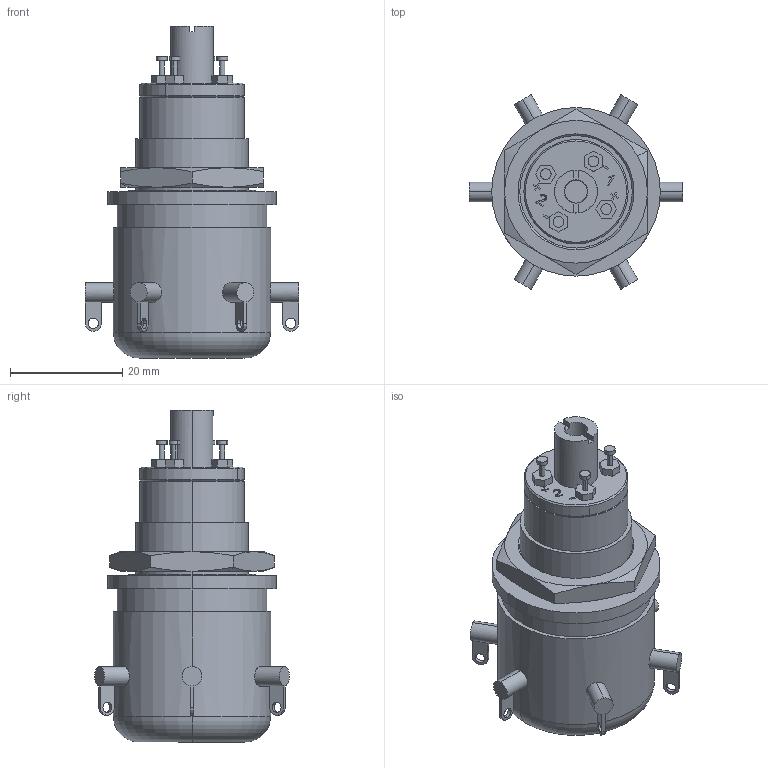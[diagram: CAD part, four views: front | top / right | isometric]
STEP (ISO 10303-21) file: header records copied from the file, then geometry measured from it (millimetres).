
FILE_DESCRIPTION (( 'STEP AP214' ), '1' );
FILE_NAME ('G12L_step_022414.STEP', '2014-02-24T20:04:23', ( 'User' ), ( '' ), 'SwSTEP 2.0', 'SolidWorks 2013', '' );
FILE_SCHEMA (( 'AUTOMOTIVE_DESIGN' ));
Length unit declared in the file: inch
Products named in the file (1): G12L_step_022414
Bounding box: 38 x 34.66 x 59.08 mm (x, y, z)
Volume: 22080.5 mm3; surface area: 11725.7 mm2
Topology: 9 solids, 9 shells, 431 faces, 1078 edges, 701 vertices
Faces by surface type: plane 191, cylinder 153, cone 52, torus 22, bspline 13
Entity records: 20814 total; most frequent: CARTESIAN_POINT 4777, ORIENTED_EDGE 2156, DIRECTION 2121, EDGE_CURVE 1078, AXIS2_PLACEMENT_3D 797, VERTEX_POINT 701, LINE 527, VECTOR 527
